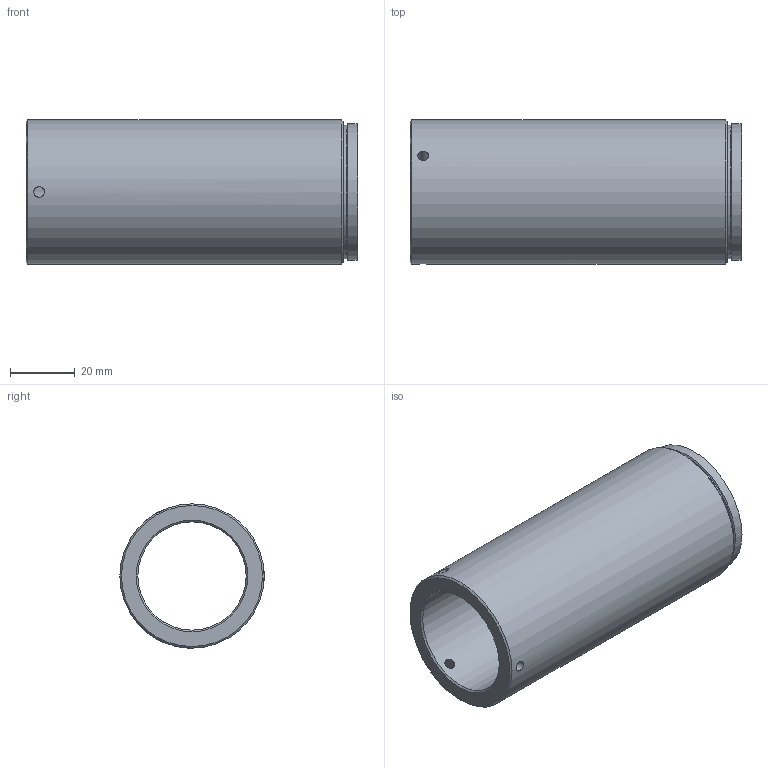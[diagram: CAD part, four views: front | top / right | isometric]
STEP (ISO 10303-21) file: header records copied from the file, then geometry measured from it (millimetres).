
FILE_DESCRIPTION(/* description */ ('ADAPTER, TUBE LENS T-F MOUNT'),/* implementation_level */ '2;1');
FILE_NAME(/* name */ '24323_0.stp',/* time_stamp */ '2016-01-25T15:02:14-05:00',/* author */ ('PODLENA'),/* organization */ ('NAVITAR'),/* preprocessor_version */ 'ST-DEVELOPER v16.1',/* originating_system */ 'Autodesk Inventor 2016',/* authorisation */ '');
FILE_SCHEMA (('AUTOMOTIVE_DESIGN { 1 0 10303 214 3 1 1 }'));
Length unit declared in the file: inch
Products named in the file (1): 24323
Bounding box: 102.2 x 44.45 x 44.45 mm (x, y, z)
Volume: 68284.2 mm3; surface area: 26371.2 mm2
Topology: 1 solids, 1 shells, 108 faces, 285 edges, 188 vertices
Faces by surface type: bspline 58, plane 30, cylinder 15, cone 5
Full cylindrical faces by diameter (mm): 3.302 x3, 33.35 x1, 41.141 x1, 42 x1, 44.45 x1
Entity records: 17449 total; most frequent: CARTESIAN_POINT 15203, ORIENTED_EDGE 546, EDGE_CURVE 273, DIRECTION 255, VERTEX_POINT 188, B_SPLINE_CURVE_WITH_KNOTS 147, EDGE_LOOP 137, FACE_OUTER_BOUND 108
